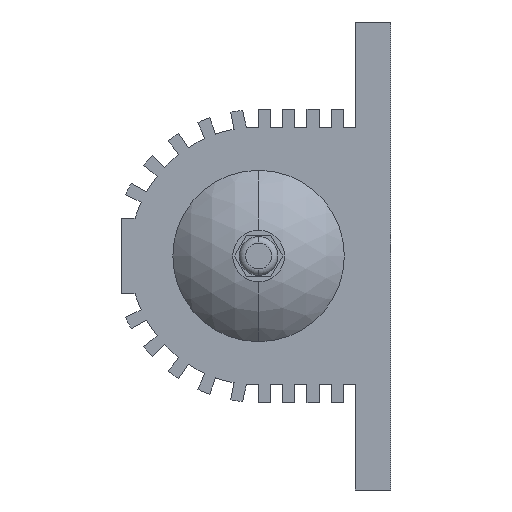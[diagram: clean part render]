
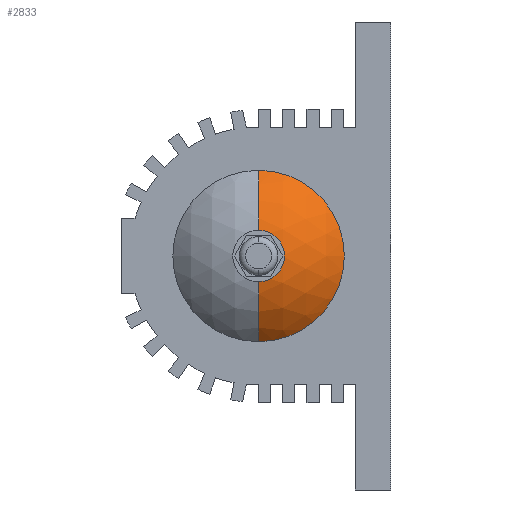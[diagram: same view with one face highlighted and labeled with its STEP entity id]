
A CAD part, left-side view. The second image highlights one B-rep face of the part: STEP entity #2833.
In plain terms, the highlighted spherical face has radius 17.693 mm.
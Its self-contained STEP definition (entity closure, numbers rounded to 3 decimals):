
#66 = AXIS2_PLACEMENT_3D ( 'NONE', #2499, #4921, #794 ) ;
#88 = EDGE_CURVE ( 'NONE', #3898, #4198, #2377, .T. ) ;
#124 = CARTESIAN_POINT ( 'NONE',  ( -63.875, 20.5, -13.278 ) ) ;
#752 = AXIS2_PLACEMENT_3D ( 'NONE', #1094, #4257, #3387 ) ;
#794 = DIRECTION ( 'NONE',  ( 0., 0., -1. ) ) ;
#1094 = CARTESIAN_POINT ( 'NONE',  ( -52.182, 20.5, 0. ) ) ;
#1203 = EDGE_LOOP ( 'NONE', ( #4536, #2525 ) ) ;
#1383 = DIRECTION ( 'NONE',  ( -1., 0., 0. ) ) ;
#2377 = CIRCLE ( 'NONE', #752, 17.693 ) ;
#2382 = CARTESIAN_POINT ( 'NONE',  ( -52.182, 20.5, 0. ) ) ;
#2499 = CARTESIAN_POINT ( 'NONE',  ( -63.875, 20.5, 0. ) ) ;
#2525 = ORIENTED_EDGE ( 'NONE', *, *, #4731, .F. ) ;
#2833 = ADVANCED_FACE ( 'NONE', ( #4635 ), #5107, .T. ) ;
#3013 = AXIS2_PLACEMENT_3D ( 'NONE', #2382, #3334, #1383 ) ;
#3334 = DIRECTION ( 'NONE',  ( 0., -1., 0. ) ) ;
#3387 = DIRECTION ( 'NONE',  ( 0., 0., 1. ) ) ;
#3621 = CARTESIAN_POINT ( 'NONE',  ( -63.875, 20.5, 13.278 ) ) ;
#3898 = VERTEX_POINT ( 'NONE', #124 ) ;
#4198 = VERTEX_POINT ( 'NONE', #3621 ) ;
#4257 = DIRECTION ( 'NONE',  ( 0., 1., 0. ) ) ;
#4536 = ORIENTED_EDGE ( 'NONE', *, *, #88, .F. ) ;
#4635 = FACE_OUTER_BOUND ( 'NONE', #1203, .T. ) ;
#4731 = EDGE_CURVE ( 'NONE', #4198, #3898, #5258, .T. ) ;
#4921 = DIRECTION ( 'NONE',  ( 1., 0., 0. ) ) ;
#5107 = SPHERICAL_SURFACE ( 'NONE', #3013, 17.693 ) ;
#5258 = CIRCLE ( 'NONE', #66, 13.278 ) ;
